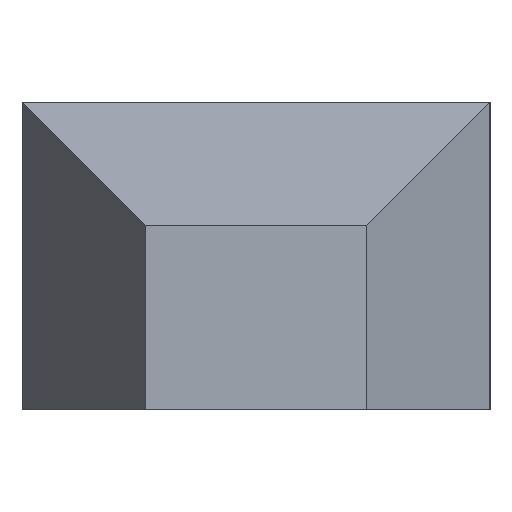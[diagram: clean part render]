
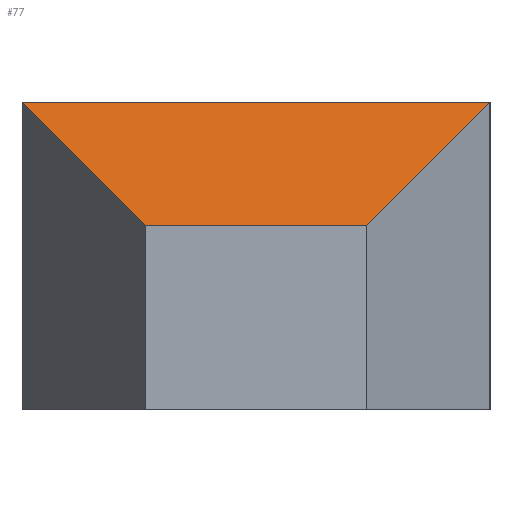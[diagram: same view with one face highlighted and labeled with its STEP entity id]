
A CAD part, left-side view. The second image highlights one B-rep face of the part: STEP entity #77.
In plain terms, the highlighted planar face has unit normal (-0.5, 0, 0.866).
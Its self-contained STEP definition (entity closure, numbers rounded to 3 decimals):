
#77 = ADVANCED_FACE( '', ( #104 ), #105, .T. );
#104 = FACE_OUTER_BOUND( '', #154, .T. );
#105 = PLANE( '', #155 );
#154 = EDGE_LOOP( '', ( #214, #215, #216, #217 ) );
#155 = AXIS2_PLACEMENT_3D( '', #218, #219, #220 );
#214 = ORIENTED_EDGE( '', *, *, #388, .F. );
#215 = ORIENTED_EDGE( '', *, *, #389, .F. );
#216 = ORIENTED_EDGE( '', *, *, #390, .T. );
#217 = ORIENTED_EDGE( '', *, *, #381, .F. );
#218 = CARTESIAN_POINT( '', ( -62.5, -19., 15. ) );
#219 = DIRECTION( '', ( -0.5, 0., 0.866 ) );
#220 = DIRECTION( '', ( 0.866, 0., 0.5 ) );
#381 = EDGE_CURVE( '', #434, #437, #438, .T. );
#388 = EDGE_CURVE( '', #450, #434, #451, .T. );
#389 = EDGE_CURVE( '', #452, #450, #453, .T. );
#390 = EDGE_CURVE( '', #452, #437, #454, .T. );
#434 = VERTEX_POINT( '', #520 );
#437 = VERTEX_POINT( '', #524 );
#438 = LINE( '', #525, #526 );
#450 = VERTEX_POINT( '', #542 );
#451 = LINE( '', #543, #544 );
#452 = VERTEX_POINT( '', #545 );
#453 = LINE( '', #546, #547 );
#454 = LINE( '', #548, #549 );
#520 = CARTESIAN_POINT( '', ( -62.5, 9., 15. ) );
#524 = CARTESIAN_POINT( '', ( -45.179, 19., 25. ) );
#525 = CARTESIAN_POINT( '', ( -59.036, 11., 17. ) );
#526 = VECTOR( '', #653, 1000. );
#542 = CARTESIAN_POINT( '', ( -62.5, -9., 15. ) );
#543 = CARTESIAN_POINT( '', ( -62.5, -19., 15. ) );
#544 = VECTOR( '', #664, 1000. );
#545 = CARTESIAN_POINT( '', ( -45.179, -19., 25. ) );
#546 = CARTESIAN_POINT( '', ( -45.179, -19., 25. ) );
#547 = VECTOR( '', #665, 1000. );
#548 = CARTESIAN_POINT( '', ( -45.179, -19., 25. ) );
#549 = VECTOR( '', #666, 1000. );
#653 = DIRECTION( '', ( 0.775, 0.447, 0.447 ) );
#664 = DIRECTION( '', ( 0., 1., 0. ) );
#665 = DIRECTION( '', ( -0.775, 0.447, -0.447 ) );
#666 = DIRECTION( '', ( 0., 1., 0. ) );
